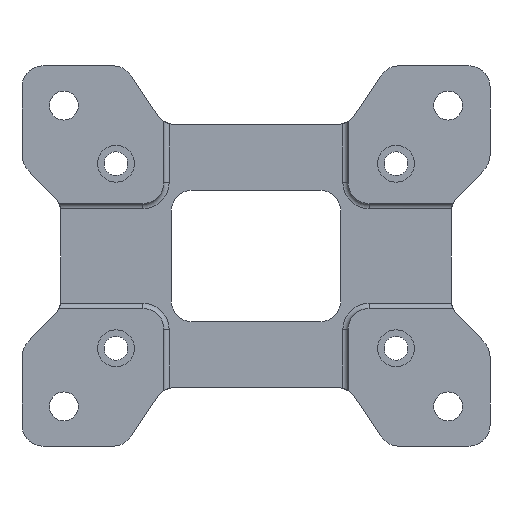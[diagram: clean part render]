
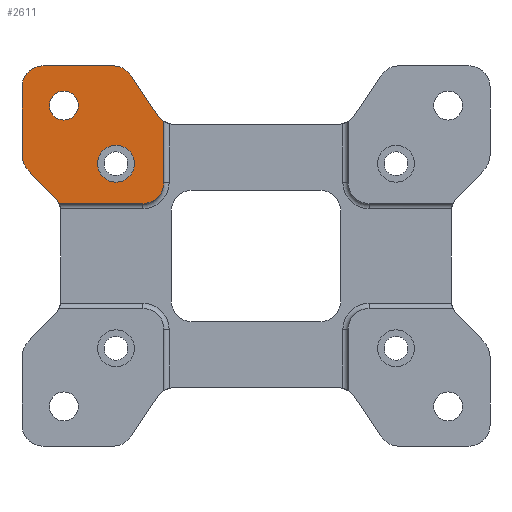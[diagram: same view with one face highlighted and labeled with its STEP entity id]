
A CAD part, front view. The second image highlights one B-rep face of the part: STEP entity #2611.
In plain terms, the highlighted planar face has unit normal (0, -1, 0).
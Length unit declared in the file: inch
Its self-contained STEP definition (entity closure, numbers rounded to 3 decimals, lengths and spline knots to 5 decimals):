
#12 = LINE ( 'NONE', #1576, #1604 ) ;
#27 = CIRCLE ( 'NONE', #4067, 0.31496 ) ;
#43 = CARTESIAN_POINT ( 'NONE',  ( -3.5, -0.29528, 1.50681 ) ) ;
#98 = AXIS2_PLACEMENT_3D ( 'NONE', #3411, #3413, #3416 ) ;
#158 = EDGE_CURVE ( 'NONE', #169, #4031, #12, .T. ) ;
#169 = VERTEX_POINT ( 'NONE', #1462 ) ;
#190 = EDGE_CURVE ( 'NONE', #2871, #2761, #762, .T. ) ;
#200 = EDGE_LOOP ( 'NONE', ( #3093, #3623 ) ) ;
#300 = CARTESIAN_POINT ( 'NONE',  ( -2.09449, -0.29528, 1.65551 ) ) ;
#303 = AXIS2_PLACEMENT_3D ( 'NONE', #3636, #3653, #3641 ) ;
#341 = CIRCLE ( 'NONE', #577, 0.31496 ) ;
#379 = CARTESIAN_POINT ( 'NONE',  ( -2.09449, -0.29528, 1.10433 ) ) ;
#381 = ORIENTED_EDGE ( 'NONE', *, *, #3140, .T. ) ;
#421 = ORIENTED_EDGE ( 'NONE', *, *, #4273, .F. ) ;
#513 = VERTEX_POINT ( 'NONE', #43 ) ;
#523 = CIRCLE ( 'NONE', #1307, 0.27559 ) ;
#563 = ORIENTED_EDGE ( 'NONE', *, *, #190, .T. ) ;
#569 = CARTESIAN_POINT ( 'NONE',  ( -1.37795, -0.29528, 2.01578 ) ) ;
#577 = AXIS2_PLACEMENT_3D ( 'NONE', #3060, #3070, #3113 ) ;
#602 = ORIENTED_EDGE ( 'NONE', *, *, #1385, .T. ) ;
#650 = DIRECTION ( 'NONE',  ( 0., 0., -1. ) ) ;
#651 = DIRECTION ( 'NONE',  ( 0., -1., 0. ) ) ;
#654 = CARTESIAN_POINT ( 'NONE',  ( -2.09449, -0.29528, 1.37992 ) ) ;
#669 = ORIENTED_EDGE ( 'NONE', *, *, #3555, .F. ) ;
#681 = FACE_BOUND ( 'NONE', #3254, .T. ) ;
#758 = LINE ( 'NONE', #3632, #2344 ) ;
#762 = CIRCLE ( 'NONE', #2606, 0.31496 ) ;
#772 = ORIENTED_EDGE ( 'NONE', *, *, #1466, .T. ) ;
#796 = CARTESIAN_POINT ( 'NONE',  ( -1.46996, -0.29528, 2.10537 ) ) ;
#819 = VERTEX_POINT ( 'NONE', #3737 ) ;
#899 = EDGE_CURVE ( 'NONE', #1808, #2871, #758, .T. ) ;
#921 = CARTESIAN_POINT ( 'NONE',  ( -2.87402, -0.29528, 2.25 ) ) ;
#922 = DIRECTION ( 'NONE',  ( 0., 0., 1. ) ) ;
#924 = DIRECTION ( 'NONE',  ( 0., 1., 0. ) ) ;
#1092 = EDGE_CURVE ( 'NONE', #1318, #819, #27, .T. ) ;
#1112 = LINE ( 'NONE', #2841, #2596 ) ;
#1113 = CARTESIAN_POINT ( 'NONE',  ( -1.87486, -0.29528, 2.70565 ) ) ;
#1129 = CARTESIAN_POINT ( 'NONE',  ( -1.37795, -0.29528, 1.09843 ) ) ;
#1139 = DIRECTION ( 'NONE',  ( 0., 0., 1. ) ) ;
#1141 = DIRECTION ( 'NONE',  ( 0., 1., 0. ) ) ;
#1170 = CARTESIAN_POINT ( 'NONE',  ( 0., -0.29528, 0. ) ) ;
#1211 = PLANE ( 'NONE',  #1825 ) ;
#1307 = AXIS2_PLACEMENT_3D ( 'NONE', #654, #651, #650 ) ;
#1318 = VERTEX_POINT ( 'NONE', #2836 ) ;
#1326 = DIRECTION ( 'NONE',  ( 0., 0., 1. ) ) ;
#1334 = DIRECTION ( 'NONE',  ( 0., 1., 0. ) ) ;
#1337 = CARTESIAN_POINT ( 'NONE',  ( -1.20885, -0.29528, 2.2815 ) ) ;
#1385 = EDGE_CURVE ( 'NONE', #1609, #1318, #2309, .T. ) ;
#1430 = AXIS2_PLACEMENT_3D ( 'NONE', #3643, #3944, #2624 ) ;
#1462 = CARTESIAN_POINT ( 'NONE',  ( -3.18504, -0.29528, 2.84449 ) ) ;
#1466 = EDGE_CURVE ( 'NONE', #513, #1609, #2025, .T. ) ;
#1554 = ORIENTED_EDGE ( 'NONE', *, *, #158, .F. ) ;
#1567 = DIRECTION ( 'NONE',  ( 1., 0., 0. ) ) ;
#1576 = CARTESIAN_POINT ( 'NONE',  ( 3.5, -0.29528, 2.84449 ) ) ;
#1586 = DIRECTION ( 'NONE',  ( 1., 0., 0. ) ) ;
#1604 = VECTOR ( 'NONE', #1586, 39.37008 ) ;
#1608 = CIRCLE ( 'NONE', #98, 0.21654 ) ;
#1609 = VERTEX_POINT ( 'NONE', #2211 ) ;
#1683 = DIRECTION ( 'NONE',  ( 0., 0., 1. ) ) ;
#1693 = DIRECTION ( 'NONE',  ( 0., -1., 0. ) ) ;
#1696 = CARTESIAN_POINT ( 'NONE',  ( -1.69291, -0.29528, 1.09843 ) ) ;
#1784 = ORIENTED_EDGE ( 'NONE', *, *, #3377, .F. ) ;
#1803 = VERTEX_POINT ( 'NONE', #1113 ) ;
#1808 = VERTEX_POINT ( 'NONE', #1129 ) ;
#1825 = AXIS2_PLACEMENT_3D ( 'NONE', #1170, #1141, #1139 ) ;
#1835 = LINE ( 'NONE', #3464, #2561 ) ;
#1843 = EDGE_CURVE ( 'NONE', #3058, #4057, #4075, .T. ) ;
#1911 = VECTOR ( 'NONE', #2921, 39.37008 ) ;
#1969 = ORIENTED_EDGE ( 'NONE', *, *, #2799, .F. ) ;
#2015 = VERTEX_POINT ( 'NONE', #300 ) ;
#2025 = CIRCLE ( 'NONE', #4193, 0.31496 ) ;
#2211 = CARTESIAN_POINT ( 'NONE',  ( -3.40969, -0.29528, 1.28605 ) ) ;
#2219 = VECTOR ( 'NONE', #2725, 39.37008 ) ;
#2234 = CIRCLE ( 'NONE', #1430, 0.31496 ) ;
#2309 = LINE ( 'NONE', #2724, #2219 ) ;
#2344 = VECTOR ( 'NONE', #3605, 39.37008 ) ;
#2378 = EDGE_CURVE ( 'NONE', #3483, #1808, #2419, .T. ) ;
#2419 = CIRCLE ( 'NONE', #2750, 0.31496 ) ;
#2501 = DIRECTION ( 'NONE',  ( 0., -1., 0. ) ) ;
#2503 = DIRECTION ( 'NONE',  ( 0., 0., 1. ) ) ;
#2504 = CARTESIAN_POINT ( 'NONE',  ( -3.18504, -0.29528, 1.50681 ) ) ;
#2561 = VECTOR ( 'NONE', #3498, 39.37008 ) ;
#2596 = VECTOR ( 'NONE', #1567, 39.37008 ) ;
#2606 = AXIS2_PLACEMENT_3D ( 'NONE', #1337, #1334, #1326 ) ;
#2611 = ADVANCED_FACE ( 'NONE', ( #681, #3281, #4098 ), #1211, .F. ) ;
#2624 = DIRECTION ( 'NONE',  ( 0., 0., 1. ) ) ;
#2724 = CARTESIAN_POINT ( 'NONE',  ( -2.92126, -0.29528, 0.78902 ) ) ;
#2725 = DIRECTION ( 'NONE',  ( 0.701, 0., -0.713 ) ) ;
#2750 = AXIS2_PLACEMENT_3D ( 'NONE', #1696, #1693, #1683 ) ;
#2758 = LINE ( 'NONE', #4178, #1911 ) ;
#2761 = VERTEX_POINT ( 'NONE', #796 ) ;
#2799 = EDGE_CURVE ( 'NONE', #2015, #2920, #523, .T. ) ;
#2836 = CARTESIAN_POINT ( 'NONE',  ( -3.01157, -0.29528, 0.88093 ) ) ;
#2841 = CARTESIAN_POINT ( 'NONE',  ( -3.5, -0.29528, 0.78346 ) ) ;
#2871 = VERTEX_POINT ( 'NONE', #569 ) ;
#2920 = VERTEX_POINT ( 'NONE', #379 ) ;
#2921 = DIRECTION ( 'NONE',  ( 0.559, 0., -0.829 ) ) ;
#3058 = VERTEX_POINT ( 'NONE', #3679 ) ;
#3060 = CARTESIAN_POINT ( 'NONE',  ( -2.13597, -0.29528, 2.52953 ) ) ;
#3070 = DIRECTION ( 'NONE',  ( 0., -1., 0. ) ) ;
#3093 = ORIENTED_EDGE ( 'NONE', *, *, #3468, .T. ) ;
#3113 = DIRECTION ( 'NONE',  ( 0., 0., 1. ) ) ;
#3140 = EDGE_CURVE ( 'NONE', #819, #3483, #1112, .T. ) ;
#3205 = ORIENTED_EDGE ( 'NONE', *, *, #1092, .T. ) ;
#3244 = DIRECTION ( 'NONE',  ( 0., 0., 1. ) ) ;
#3250 = DIRECTION ( 'NONE',  ( 0., 1., 0. ) ) ;
#3252 = CARTESIAN_POINT ( 'NONE',  ( -3.23622, -0.29528, 0.66017 ) ) ;
#3254 = EDGE_LOOP ( 'NONE', ( #669, #1969 ) ) ;
#3281 = FACE_BOUND ( 'NONE', #200, .T. ) ;
#3316 = AXIS2_PLACEMENT_3D ( 'NONE', #921, #924, #922 ) ;
#3377 = EDGE_CURVE ( 'NONE', #1803, #2761, #2758, .T. ) ;
#3390 = ORIENTED_EDGE ( 'NONE', *, *, #4220, .T. ) ;
#3411 = CARTESIAN_POINT ( 'NONE',  ( -2.87402, -0.29528, 2.25 ) ) ;
#3413 = DIRECTION ( 'NONE',  ( 0., 1., 0. ) ) ;
#3416 = DIRECTION ( 'NONE',  ( 0., 0., 1. ) ) ;
#3434 = CARTESIAN_POINT ( 'NONE',  ( -1.69291, -0.29528, 0.78346 ) ) ;
#3460 = CIRCLE ( 'NONE', #303, 0.27559 ) ;
#3464 = CARTESIAN_POINT ( 'NONE',  ( -3.5, -0.29528, 2.84449 ) ) ;
#3468 = EDGE_CURVE ( 'NONE', #4057, #3058, #1608, .T. ) ;
#3483 = VERTEX_POINT ( 'NONE', #3434 ) ;
#3498 = DIRECTION ( 'NONE',  ( 0., 0., 1. ) ) ;
#3555 = EDGE_CURVE ( 'NONE', #2920, #2015, #3460, .T. ) ;
#3572 = VERTEX_POINT ( 'NONE', #3633 ) ;
#3605 = DIRECTION ( 'NONE',  ( 0., 0., 1. ) ) ;
#3623 = ORIENTED_EDGE ( 'NONE', *, *, #1843, .T. ) ;
#3627 = ORIENTED_EDGE ( 'NONE', *, *, #899, .T. ) ;
#3632 = CARTESIAN_POINT ( 'NONE',  ( -1.37795, -0.29528, -2.84449 ) ) ;
#3633 = CARTESIAN_POINT ( 'NONE',  ( -3.5, -0.29528, 2.52953 ) ) ;
#3636 = CARTESIAN_POINT ( 'NONE',  ( -2.09449, -0.29528, 1.37992 ) ) ;
#3641 = DIRECTION ( 'NONE',  ( 0., 0., -1. ) ) ;
#3643 = CARTESIAN_POINT ( 'NONE',  ( -3.18504, -0.29528, 2.52953 ) ) ;
#3653 = DIRECTION ( 'NONE',  ( 0., -1., 0. ) ) ;
#3679 = CARTESIAN_POINT ( 'NONE',  ( -2.87402, -0.29528, 2.03346 ) ) ;
#3689 = ORIENTED_EDGE ( 'NONE', *, *, #4121, .T. ) ;
#3737 = CARTESIAN_POINT ( 'NONE',  ( -2.9464, -0.29528, 0.78346 ) ) ;
#3818 = CARTESIAN_POINT ( 'NONE',  ( -2.87402, -0.29528, 2.46654 ) ) ;
#3944 = DIRECTION ( 'NONE',  ( 0., -1., 0. ) ) ;
#3949 = CARTESIAN_POINT ( 'NONE',  ( -2.13597, -0.29528, 2.84449 ) ) ;
#4031 = VERTEX_POINT ( 'NONE', #3949 ) ;
#4057 = VERTEX_POINT ( 'NONE', #3818 ) ;
#4067 = AXIS2_PLACEMENT_3D ( 'NONE', #3252, #3250, #3244 ) ;
#4075 = CIRCLE ( 'NONE', #3316, 0.21654 ) ;
#4098 = FACE_OUTER_BOUND ( 'NONE', #4180, .T. ) ;
#4121 = EDGE_CURVE ( 'NONE', #169, #3572, #2234, .T. ) ;
#4178 = CARTESIAN_POINT ( 'NONE',  ( -1.9685, -0.29528, 2.84449 ) ) ;
#4180 = EDGE_LOOP ( 'NONE', ( #381, #4190, #3627, #563, #1784, #3390, #1554, #3689, #421, #772, #602, #3205 ) ) ;
#4190 = ORIENTED_EDGE ( 'NONE', *, *, #2378, .T. ) ;
#4193 = AXIS2_PLACEMENT_3D ( 'NONE', #2504, #2501, #2503 ) ;
#4220 = EDGE_CURVE ( 'NONE', #1803, #4031, #341, .T. ) ;
#4273 = EDGE_CURVE ( 'NONE', #513, #3572, #1835, .T. ) ;
